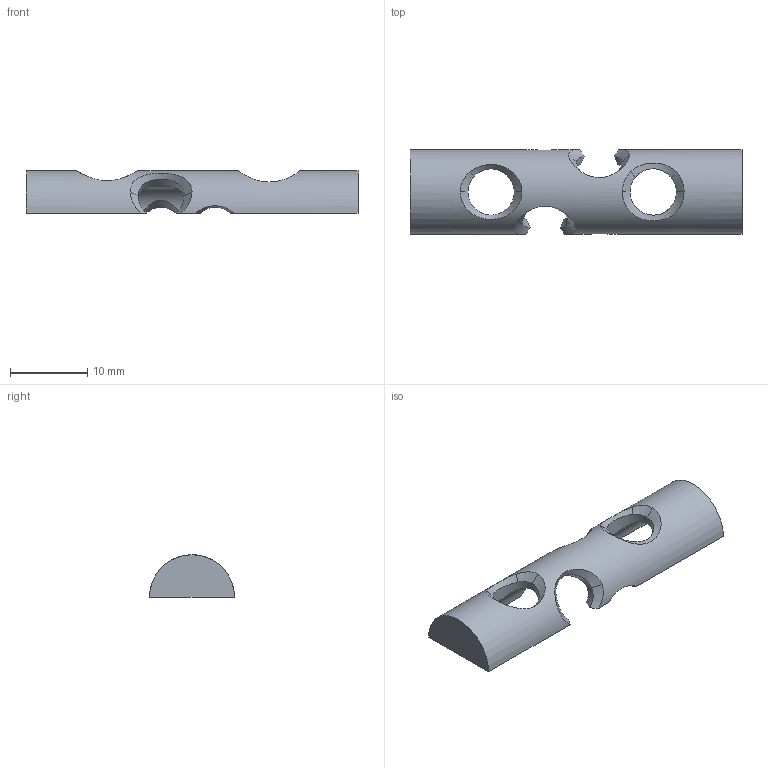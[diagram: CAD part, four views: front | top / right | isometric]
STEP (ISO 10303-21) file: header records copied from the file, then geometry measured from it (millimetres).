
FILE_DESCRIPTION((''),'2;1');
FILE_NAME('Zylinder_Fase.stp','2013-05-10T14:01:27',('Felkel'),(''),'Autodesk Inventor 2012','Autodesk Inventor 2012','');
FILE_SCHEMA(('AUTOMOTIVE_DESIGN { 1 0 10303 214 1 1 1 1 }'));
Length unit declared in the file: millimetre
Products named in the file (1): Polyaxnail_lange_Version
Bounding box: 43 x 11 x 5.5 mm (x, y, z)
Volume: 1089.4 mm3; surface area: 1288.9 mm2
Topology: 1 solids, 1 shells, 34 faces, 136 edges, 129 vertices
Faces by surface type: bspline 18, cylinder 8, plane 7, cone 1
Full cylindrical faces by diameter (mm): 6 x2
Entity records: 2242 total; most frequent: CARTESIAN_POINT 1172, ORIENTED_EDGE 212, DIRECTION 118, EDGE_CURVE 106, VERTEX_POINT 75, B_SPLINE_CURVE_WITH_KNOTS 64, VECTOR 54, LINE 54
